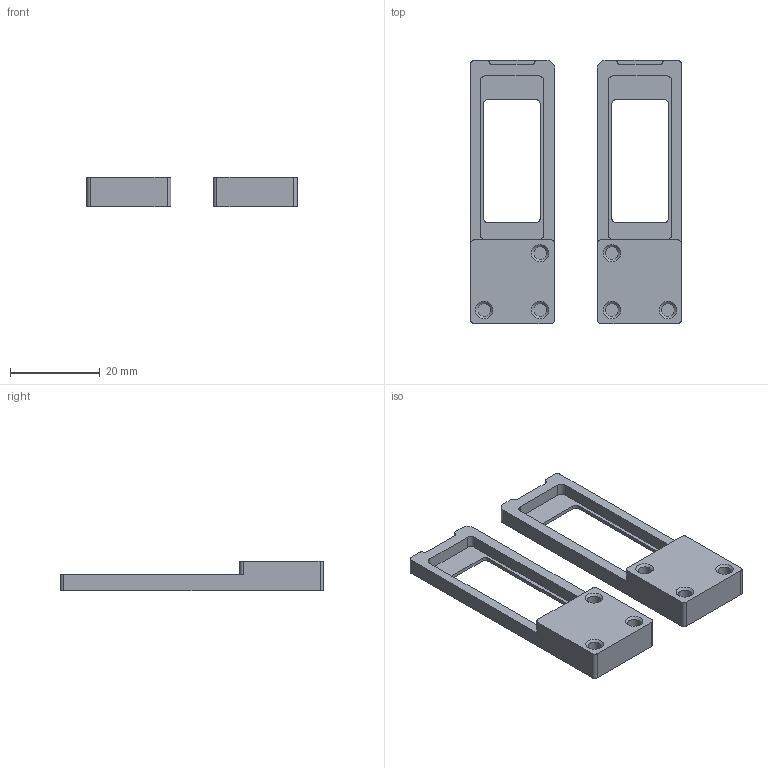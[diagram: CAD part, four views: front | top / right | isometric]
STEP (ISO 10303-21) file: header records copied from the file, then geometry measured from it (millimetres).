
FILE_DESCRIPTION(/* description */ (''),/* implementation_level */ '2;1');
FILE_NAME(/* name */ 'display-cover v12.step',/* time_stamp */ '2025-11-16T19:20:56+03:00',/* author */ (''),/* organization */ (''),/* preprocessor_version */ 'ST-DEVELOPER v20.1',/* originating_system */ 'Autodesk Translation Framework v14.17.0.0',/* authorisation */ '');
FILE_SCHEMA (('AUTOMOTIVE_DESIGN { 1 0 10303 214 3 1 1 }'));
Length unit declared in the file: millimetre
Products named in the file (1): display-cover
Bounding box: 47 x 58.75 x 6.6 mm (x, y, z)
Volume: 6321.6 mm3; surface area: 5509.6 mm2
Topology: 2 solids, 2 shells, 90 faces, 234 edges, 154 vertices
Faces by surface type: plane 42, cylinder 42, cone 6
Full cylindrical faces by diameter (mm): 2.9 x6
Entity records: 2820 total; most frequent: DIRECTION 506, CARTESIAN_POINT 479, ORIENTED_EDGE 468, EDGE_CURVE 234, AXIS2_PLACEMENT_3D 181, VERTEX_POINT 154, LINE 144, VECTOR 144
